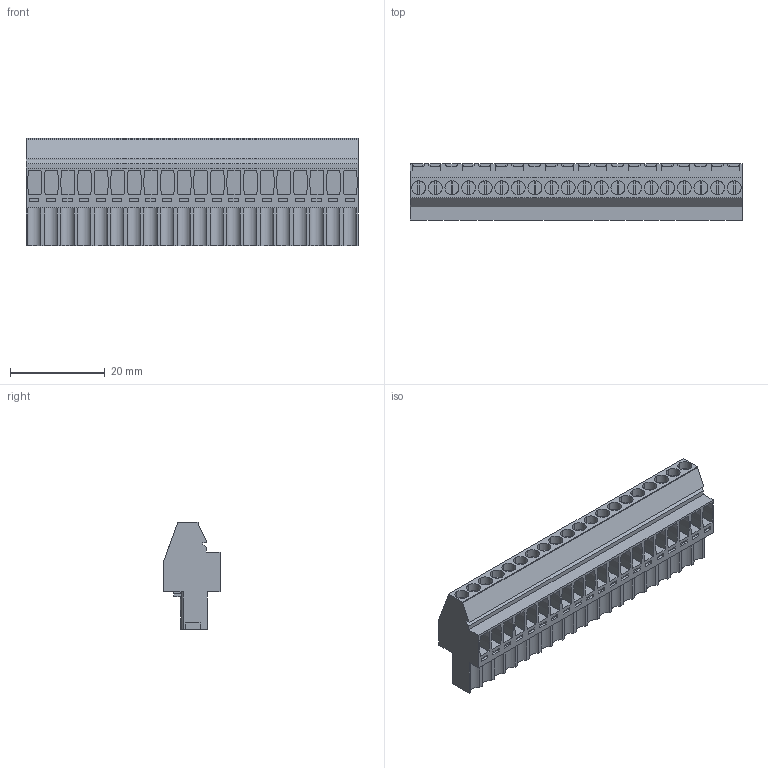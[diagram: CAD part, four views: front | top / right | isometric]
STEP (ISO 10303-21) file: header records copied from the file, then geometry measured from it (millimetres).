
FILE_DESCRIPTION(('CATIA V5 STEP Exchange','CAx-IF Rec.Pracs.--- Model Styling and Organization---1.2---2011-12-15'),'2;1');
FILE_NAME ('D1454101_0_1639650000_1639650000.stp','2017-04-20T07:28:53+00:00',('none'),('Weidmueller'),'CATIA Version 5-6 Release 2014','CATIA V5 STEP AP214','none');
FILE_SCHEMA(('AUTOMOTIVE_DESIGN { 1 0 10303 214 1 1 1 1 }'));
Length unit declared in the file: millimetre
Products named in the file (1): 1639650000
Bounding box: 70 x 11.83 x 22.6 mm (x, y, z)
Volume: 10635.6 mm3; surface area: 8257.9 mm2
Topology: 21 solids, 21 shells, 1138 faces, 3143 edges, 2127 vertices
Faces by surface type: plane 978, cylinder 160
Entity records: 33176 total; most frequent: ORIENTED_EDGE 6286, CARTESIAN_POINT 6136, DIRECTION 4336, EDGE_CURVE 3143, VECTOR 2623, LINE 2623, VERTEX_POINT 2127, EDGE_LOOP 1218
